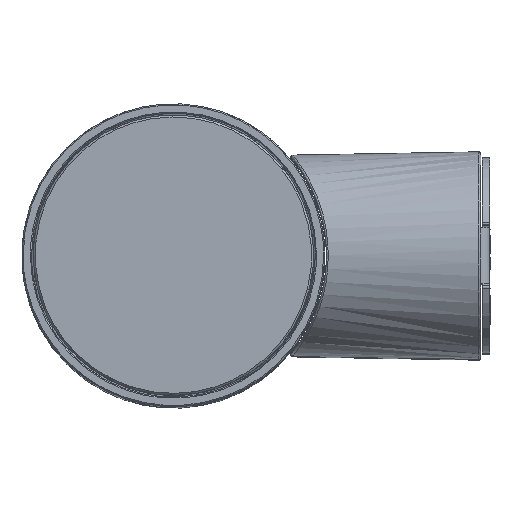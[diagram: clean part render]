
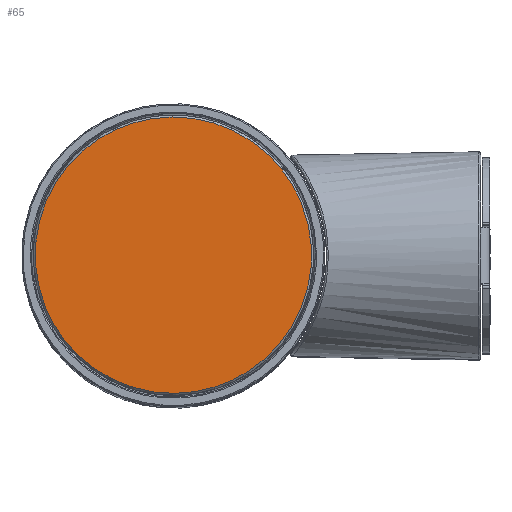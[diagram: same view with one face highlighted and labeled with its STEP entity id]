
A CAD part, top view. The second image highlights one B-rep face of the part: STEP entity #65.
In plain terms, the highlighted planar face has unit normal (0, 0, 1).
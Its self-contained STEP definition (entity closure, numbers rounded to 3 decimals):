
#65=ADVANCED_FACE('',(#234),#2486,.T.);
#234=FACE_OUTER_BOUND('',#406,.T.);
#406=EDGE_LOOP('',(#647,#648));
#647=ORIENTED_EDGE('',*,*,#1405,.F.);
#648=ORIENTED_EDGE('',*,*,#1402,.F.);
#1402=EDGE_CURVE('',#2239,#2240,#1812,.T.);
#1405=EDGE_CURVE('',#2240,#2239,#1814,.T.);
#1812=(
BOUNDED_CURVE()
B_SPLINE_CURVE(2,(#3212,#3213,#3214,#3215,#3216),.UNSPECIFIED.,.F.,.F.)
B_SPLINE_CURVE_WITH_KNOTS((3,2,3),(-229.336,-172.002,
-114.668),.UNSPECIFIED.)
CURVE()
GEOMETRIC_REPRESENTATION_ITEM()
RATIONAL_B_SPLINE_CURVE((1.,0.707,1.,0.707,1.))
REPRESENTATION_ITEM('')
);
#1814=(
BOUNDED_CURVE()
B_SPLINE_CURVE(2,(#3224,#3225,#3226,#3227,#3228),.UNSPECIFIED.,.F.,.F.)
B_SPLINE_CURVE_WITH_KNOTS((3,2,3),(-114.668,-57.334,
0.),.UNSPECIFIED.)
CURVE()
GEOMETRIC_REPRESENTATION_ITEM()
RATIONAL_B_SPLINE_CURVE((1.,0.707,1.,0.707,1.))
REPRESENTATION_ITEM('')
);
#2239=VERTEX_POINT('',#3200);
#2240=VERTEX_POINT('',#3201);
#2486=PLANE('',#2743);
#2743=AXIS2_PLACEMENT_3D('',#3188,#2792,$);
#2792=DIRECTION('',(0.,0.,1.));
#3188=CARTESIAN_POINT('',(98.946,-40.871,35.3));
#3200=CARTESIAN_POINT('',(-33.553,-13.981,35.3));
#3201=CARTESIAN_POINT('',(33.88,13.981,35.3));
#3212=CARTESIAN_POINT('',(-33.553,-13.981,35.3));
#3213=CARTESIAN_POINT('',(-47.534,19.735,35.3));
#3214=CARTESIAN_POINT('',(-13.818,33.716,35.3));
#3215=CARTESIAN_POINT('',(19.898,47.697,35.3));
#3216=CARTESIAN_POINT('',(33.88,13.981,35.3));
#3224=CARTESIAN_POINT('',(33.88,13.981,35.3));
#3225=CARTESIAN_POINT('',(47.861,-19.735,35.3));
#3226=CARTESIAN_POINT('',(14.145,-33.716,35.3));
#3227=CARTESIAN_POINT('',(-19.571,-47.697,35.3));
#3228=CARTESIAN_POINT('',(-33.553,-13.981,35.3));
